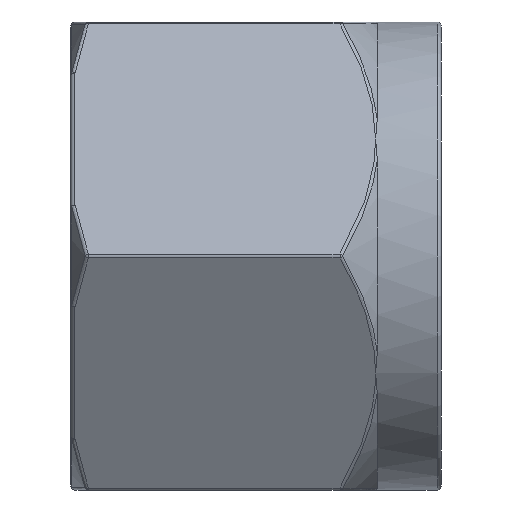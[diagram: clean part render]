
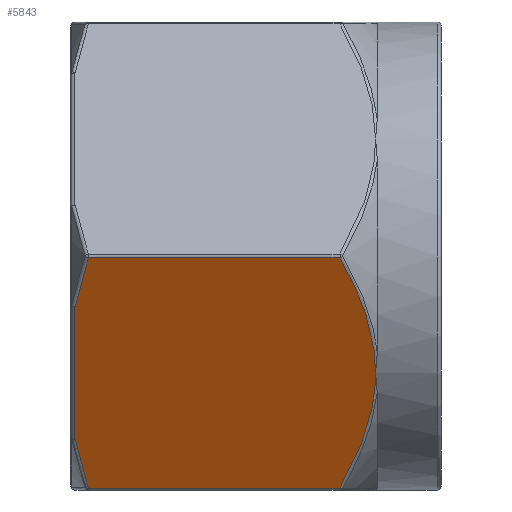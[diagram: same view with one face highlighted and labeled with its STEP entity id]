
A CAD part, front view. The second image highlights one B-rep face of the part: STEP entity #5843.
In plain terms, the highlighted planar face has unit normal (0, -0.866, -0.5).
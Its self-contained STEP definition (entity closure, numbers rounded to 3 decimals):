
#2154=CARTESIAN_POINT('',(-4.75,-6.405,
-10.906));
#2155=CARTESIAN_POINT('',(-4.632,-6.523,
-10.702));
#2156=CARTESIAN_POINT('',(-4.406,-6.759,
-10.293));
#2157=CARTESIAN_POINT('',(-4.094,-7.12,
-9.667));
#2158=CARTESIAN_POINT('',(-3.831,-7.465,
-9.071));
#2159=CARTESIAN_POINT('',(-3.605,-7.806,
-8.479));
#2160=CARTESIAN_POINT('',(-3.413,-8.156,
-7.873));
#2161=CARTESIAN_POINT('',(-3.267,-8.493,
-7.289));
#2162=CARTESIAN_POINT('',(-3.171,-8.797,
-6.763));
#2163=CARTESIAN_POINT('',(-3.113,-9.066,
-6.297));
#2164=CARTESIAN_POINT('',(-3.083,-9.306,
-5.882));
#2165=CARTESIAN_POINT('',(-3.078,-9.455,
-5.623));
#2166=CARTESIAN_POINT('',(-3.078,-9.526,
-5.5));
#2168=DIRECTION('',(-1.,0.,0.));
#2169=VECTOR('',#2168,11.83);
#2170=CARTESIAN_POINT('',(-4.75,-6.405,
-10.906));
#2171=LINE('',#2170,#2169);
#2172=CARTESIAN_POINT('',(-17.212,-7.736,
-8.6));
#2173=CARTESIAN_POINT('',(-17.177,-7.639,
-8.769));
#2174=CARTESIAN_POINT('',(-17.101,-7.444,
-9.106));
#2175=CARTESIAN_POINT('',(-16.969,-7.145,
-9.624));
#2176=CARTESIAN_POINT('',(-16.834,-6.869,
-10.103));
#2177=CARTESIAN_POINT('',(-16.704,-6.624,
-10.528));
#2178=CARTESIAN_POINT('',(-16.621,-6.475,
-10.785));
#2179=CARTESIAN_POINT('',(-16.58,-6.405,
-10.906));
#2181=DIRECTION('',(0.,-0.5,0.866));
#2182=VECTOR('',#2181,7.16);
#2183=CARTESIAN_POINT('',(-17.212,-7.736,
-8.6));
#2184=LINE('',#2183,#2182);
#2185=CARTESIAN_POINT('',(-16.58,-12.648,
-0.094));
#2186=CARTESIAN_POINT('',(-16.632,-12.558,
-0.248));
#2187=CARTESIAN_POINT('',(-16.726,-12.388,
-0.543));
#2188=CARTESIAN_POINT('',(-16.845,-12.161,
-0.936));
#2189=CARTESIAN_POINT('',(-16.945,-11.956,
-1.291));
#2190=CARTESIAN_POINT('',(-17.03,-11.771,
-1.613));
#2191=CARTESIAN_POINT('',(-17.102,-11.603,
-1.902));
#2192=CARTESIAN_POINT('',(-17.162,-11.453,
-2.163));
#2193=CARTESIAN_POINT('',(-17.196,-11.36,
-2.323));
#2194=CARTESIAN_POINT('',(-17.212,-11.316,
-2.4));
#2196=DIRECTION('',(-1.,0.,0.));
#2197=VECTOR('',#2196,11.83);
#2198=CARTESIAN_POINT('',(-4.75,-12.648,
-0.094));
#2199=LINE('',#2198,#2197);
#2200=CARTESIAN_POINT('',(-3.078,-9.526,
-5.5));
#2201=CARTESIAN_POINT('',(-3.078,-9.574,
-5.417));
#2202=CARTESIAN_POINT('',(-3.08,-9.675,
-5.242));
#2203=CARTESIAN_POINT('',(-3.094,-9.844,
-4.949));
#2204=CARTESIAN_POINT('',(-3.122,-10.032,
-4.624));
#2205=CARTESIAN_POINT('',(-3.169,-10.242,
-4.26));
#2206=CARTESIAN_POINT('',(-3.24,-10.479,
-3.851));
#2207=CARTESIAN_POINT('',(-3.345,-10.746,
-3.387));
#2208=CARTESIAN_POINT('',(-3.492,-11.049,
-2.863));
#2209=CARTESIAN_POINT('',(-3.695,-11.389,
-2.274));
#2210=CARTESIAN_POINT('',(-3.961,-11.766,
-1.62));
#2211=CARTESIAN_POINT('',(-4.303,-12.182,
-0.9));
#2212=CARTESIAN_POINT('',(-4.591,-12.488,
-0.37));
#2213=CARTESIAN_POINT('',(-4.75,-12.648,
-0.094));
#3045=VERTEX_POINT('',#2154);
#3046=VERTEX_POINT('',#2166);
#3118=CARTESIAN_POINT('',(-16.58,-6.405,
-10.906));
#3119=VERTEX_POINT('',#3118);
#3122=VERTEX_POINT('',#2172);
#3128=CARTESIAN_POINT('',(-17.212,-11.316,
-2.4));
#3129=VERTEX_POINT('',#3128);
#3133=VERTEX_POINT('',#2213);
#3137=CARTESIAN_POINT('',(-16.58,-12.648,
-0.094));
#3138=VERTEX_POINT('',#3137);
#5824=CARTESIAN_POINT('',(0.,-12.702,0.));
#5825=DIRECTION('',(0.,-0.866,-0.5));
#5826=DIRECTION('',(0.,0.5,-0.866));
#5827=AXIS2_PLACEMENT_3D('',#5824,#5825,#5826);
#5828=PLANE('',#5827);
#5829=ORIENTED_EDGE('',*,*,#5630,.F.);
#5831=ORIENTED_EDGE('',*,*,#5830,.T.);
#5833=ORIENTED_EDGE('',*,*,#5832,.F.);
#5835=ORIENTED_EDGE('',*,*,#5834,.T.);
#5837=ORIENTED_EDGE('',*,*,#5836,.F.);
#5839=ORIENTED_EDGE('',*,*,#5838,.F.);
#5840=ORIENTED_EDGE('',*,*,#5814,.F.);
#5841=EDGE_LOOP('',(#5829,#5831,#5833,#5835,#5837,#5839,#5840));
#5842=FACE_OUTER_BOUND('',#5841,.F.);
#2167=B_SPLINE_CURVE_WITH_KNOTS('',3,(#2154,#2155,#2156,#2157,#2158,#2159,#2160,
#2161,#2162,#2163,#2164,#2165,#2166),.UNSPECIFIED.,.F.,.F.,(4,1,1,1,1,1,1,1,1,1,
4),(0.,0.1,0.2,0.3,0.4,0.5,0.6,0.7,0.8,0.9,1.),
.UNSPECIFIED.);
#2180=B_SPLINE_CURVE_WITH_KNOTS('',3,(#2172,#2173,#2174,#2175,#2176,#2177,#2178,
#2179),.UNSPECIFIED.,.F.,.F.,(4,1,1,1,1,4),(0.,0.2,0.4,0.6,0.8,1.),
.UNSPECIFIED.);
#2195=B_SPLINE_CURVE_WITH_KNOTS('',3,(#2185,#2186,#2187,#2188,#2189,#2190,#2191,
#2192,#2193,#2194),.UNSPECIFIED.,.F.,.F.,(4,1,1,1,1,1,1,4),(0.,
0.143,0.286,0.429,0.571,
0.714,0.857,1.),.UNSPECIFIED.);
#2214=B_SPLINE_CURVE_WITH_KNOTS('',3,(#2200,#2201,#2202,#2203,#2204,#2205,#2206,
#2207,#2208,#2209,#2210,#2211,#2212,#2213),.UNSPECIFIED.,.F.,.F.,(4,1,1,1,1,1,1,
1,1,1,1,4),(0.,0.091,0.182,0.273,
0.364,0.455,0.545,0.636,
0.727,0.818,0.909,1.),.UNSPECIFIED.);
#5630=EDGE_CURVE('',#3045,#3046,#2167,.T.);
#5814=EDGE_CURVE('',#3046,#3133,#2214,.T.);
#5830=EDGE_CURVE('',#3045,#3119,#2171,.T.);
#5832=EDGE_CURVE('',#3122,#3119,#2180,.T.);
#5834=EDGE_CURVE('',#3122,#3129,#2184,.T.);
#5836=EDGE_CURVE('',#3138,#3129,#2195,.T.);
#5838=EDGE_CURVE('',#3133,#3138,#2199,.T.);
#5843=ADVANCED_FACE('',(#5842),#5828,.T.);
